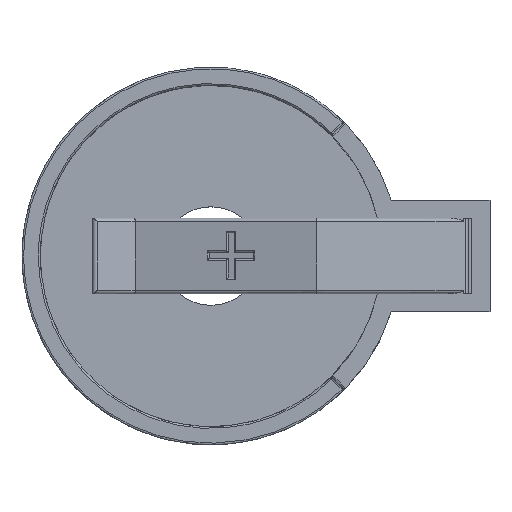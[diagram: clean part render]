
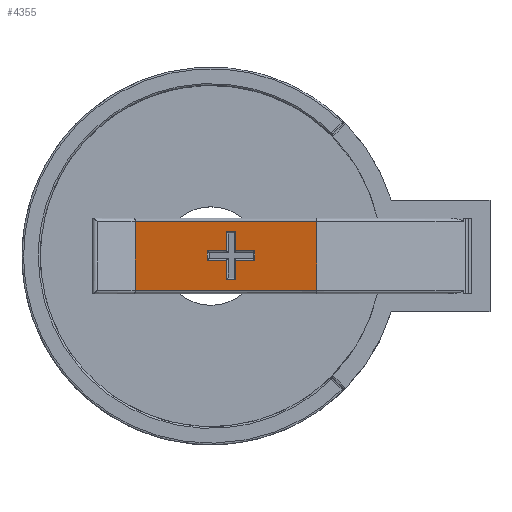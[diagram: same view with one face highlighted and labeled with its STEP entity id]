
A CAD part, top view. The second image highlights one B-rep face of the part: STEP entity #4355.
In plain terms, the highlighted planar face has unit normal (-0.213, 0, 0.977).
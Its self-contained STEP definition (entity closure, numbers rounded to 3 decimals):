
#45 = ORIENTED_EDGE ( 'NONE', *, *, #1625, .T. ) ;
#114 = LINE ( 'NONE', #628, #4460 ) ;
#132 = VECTOR ( 'NONE', #5299, 1000. ) ;
#137 = EDGE_CURVE ( 'NONE', #951, #2820, #2146, .T. ) ;
#139 = EDGE_LOOP ( 'NONE', ( #2084, #2552, #4499, #1547 ) ) ;
#175 = ORIENTED_EDGE ( 'NONE', *, *, #402, .T. ) ;
#218 = LINE ( 'NONE', #2038, #5411 ) ;
#286 = LINE ( 'NONE', #1245, #3548 ) ;
#310 = CARTESIAN_POINT ( 'NONE',  ( -4.614, -2.1, 4.503 ) ) ;
#402 = EDGE_CURVE ( 'NONE', #4837, #2527, #218, .T. ) ;
#425 = DIRECTION ( 'NONE',  ( 0.977, 0., 0.213 ) ) ;
#466 = VERTEX_POINT ( 'NONE', #310 ) ;
#495 = CARTESIAN_POINT ( 'NONE',  ( -4.614, 2.3, 4.503 ) ) ;
#535 = CARTESIAN_POINT ( 'NONE',  ( -4.614, -0.266, 4.503 ) ) ;
#604 = DIRECTION ( 'NONE',  ( 0., 1., 0. ) ) ;
#628 = CARTESIAN_POINT ( 'NONE',  ( -4.614, 0.312, 4.503 ) ) ;
#731 = FACE_BOUND ( 'NONE', #831, .T. ) ;
#760 = LINE ( 'NONE', #4726, #132 ) ;
#805 = VERTEX_POINT ( 'NONE', #5209 ) ;
#831 = EDGE_LOOP ( 'NONE', ( #4318, #175, #5278, #45, #2455, #4414, #3999, #4468, #4723, #4213, #2390, #4795 ) ) ;
#886 = VECTOR ( 'NONE', #4071, 1000. ) ;
#898 = CARTESIAN_POINT ( 'NONE',  ( -0.223, 0.312, 5.459 ) ) ;
#916 = AXIS2_PLACEMENT_3D ( 'NONE', #5325, #4076, #1864 ) ;
#951 = VERTEX_POINT ( 'NONE', #5468 ) ;
#973 = VECTOR ( 'NONE', #425, 1000. ) ;
#1016 = CARTESIAN_POINT ( 'NONE',  ( 6.438, 2.3, 6.909 ) ) ;
#1130 = EDGE_CURVE ( 'NONE', #3026, #5319, #2013, .T. ) ;
#1146 = CARTESIAN_POINT ( 'NONE',  ( -4.614, 2.1, 4.503 ) ) ;
#1245 = CARTESIAN_POINT ( 'NONE',  ( 0.438, 2.1, 5.602 ) ) ;
#1279 = DIRECTION ( 'NONE',  ( -0.977, 0., -0.213 ) ) ;
#1291 = LINE ( 'NONE', #4857, #4508 ) ;
#1397 = LINE ( 'NONE', #495, #886 ) ;
#1452 = VERTEX_POINT ( 'NONE', #5641 ) ;
#1470 = EDGE_CURVE ( 'NONE', #1452, #3026, #1291, .T. ) ;
#1547 = ORIENTED_EDGE ( 'NONE', *, *, #2271, .T. ) ;
#1625 = EDGE_CURVE ( 'NONE', #5442, #1452, #3453, .T. ) ;
#1735 = LINE ( 'NONE', #5258, #3921 ) ;
#1759 = CARTESIAN_POINT ( 'NONE',  ( 1.514, 0.312, 5.837 ) ) ;
#1845 = CARTESIAN_POINT ( 'NONE',  ( 0.936, -1.451, 5.711 ) ) ;
#1864 = DIRECTION ( 'NONE',  ( 0.977, 0., 0.213 ) ) ;
#1970 = VERTEX_POINT ( 'NONE', #1146 ) ;
#1999 = VERTEX_POINT ( 'NONE', #4306 ) ;
#2013 = LINE ( 'NONE', #2096, #4784 ) ;
#2024 = VERTEX_POINT ( 'NONE', #2666 ) ;
#2038 = CARTESIAN_POINT ( 'NONE',  ( -0.223, 2.3, 5.459 ) ) ;
#2084 = ORIENTED_EDGE ( 'NONE', *, *, #3884, .F. ) ;
#2096 = CARTESIAN_POINT ( 'NONE',  ( 1.514, 2.3, 5.837 ) ) ;
#2124 = EDGE_CURVE ( 'NONE', #5319, #1999, #2403, .T. ) ;
#2130 = CARTESIAN_POINT ( 'NONE',  ( 0.936, 0.312, 5.711 ) ) ;
#2146 = LINE ( 'NONE', #3066, #3768 ) ;
#2151 = CARTESIAN_POINT ( 'NONE',  ( 1.514, 1.497, 5.837 ) ) ;
#2187 = DIRECTION ( 'NONE',  ( 0., 1., 0. ) ) ;
#2247 = VECTOR ( 'NONE', #5077, 1000. ) ;
#2271 = EDGE_CURVE ( 'NONE', #1970, #466, #1397, .T. ) ;
#2304 = VERTEX_POINT ( 'NONE', #5544 ) ;
#2390 = ORIENTED_EDGE ( 'NONE', *, *, #137, .T. ) ;
#2403 = LINE ( 'NONE', #4596, #973 ) ;
#2455 = ORIENTED_EDGE ( 'NONE', *, *, #1470, .T. ) ;
#2483 = VECTOR ( 'NONE', #2610, 1000. ) ;
#2527 = VERTEX_POINT ( 'NONE', #898 ) ;
#2536 = FACE_OUTER_BOUND ( 'NONE', #139, .T. ) ;
#2552 = ORIENTED_EDGE ( 'NONE', *, *, #4698, .F. ) ;
#2556 = CARTESIAN_POINT ( 'NONE',  ( -0.48, -2.1, 5.403 ) ) ;
#2610 = DIRECTION ( 'NONE',  ( 0., 1., 0. ) ) ;
#2618 = DIRECTION ( 'NONE',  ( 0.977, 0., 0.213 ) ) ;
#2665 = VERTEX_POINT ( 'NONE', #5068 ) ;
#2666 = CARTESIAN_POINT ( 'NONE',  ( 6.438, 2.1, 6.909 ) ) ;
#2714 = EDGE_CURVE ( 'NONE', #2820, #805, #4282, .T. ) ;
#2820 = VERTEX_POINT ( 'NONE', #1845 ) ;
#2988 = CARTESIAN_POINT ( 'NONE',  ( 0.936, 2.3, 5.711 ) ) ;
#3026 = VERTEX_POINT ( 'NONE', #2151 ) ;
#3066 = CARTESIAN_POINT ( 'NONE',  ( -4.614, -1.451, 4.503 ) ) ;
#3145 = CARTESIAN_POINT ( 'NONE',  ( 1.514, -0.266, 5.837 ) ) ;
#3333 = CARTESIAN_POINT ( 'NONE',  ( 1.514, 2.3, 5.837 ) ) ;
#3393 = DIRECTION ( 'NONE',  ( 0., -1., 0. ) ) ;
#3453 = LINE ( 'NONE', #5285, #2483 ) ;
#3488 = LINE ( 'NONE', #2556, #4982 ) ;
#3548 = VECTOR ( 'NONE', #2618, 1000. ) ;
#3699 = EDGE_CURVE ( 'NONE', #4602, #951, #4626, .T. ) ;
#3745 = VECTOR ( 'NONE', #4108, 1000. ) ;
#3768 = VECTOR ( 'NONE', #5665, 1000. ) ;
#3826 = DIRECTION ( 'NONE',  ( 0.977, 0., 0.213 ) ) ;
#3851 = EDGE_CURVE ( 'NONE', #1970, #2024, #286, .T. ) ;
#3884 = EDGE_CURVE ( 'NONE', #2304, #466, #3488, .T. ) ;
#3921 = VECTOR ( 'NONE', #1279, 1000. ) ;
#3943 = EDGE_CURVE ( 'NONE', #805, #4837, #1735, .T. ) ;
#3951 = CARTESIAN_POINT ( 'NONE',  ( -0.223, -0.266, 5.459 ) ) ;
#3999 = ORIENTED_EDGE ( 'NONE', *, *, #2124, .T. ) ;
#4010 = VECTOR ( 'NONE', #3393, 1000. ) ;
#4071 = DIRECTION ( 'NONE',  ( 0., -1., 0. ) ) ;
#4076 = DIRECTION ( 'NONE',  ( -0.213, 0., 0.977 ) ) ;
#4108 = DIRECTION ( 'NONE',  ( -0.977, 0., -0.213 ) ) ;
#4213 = ORIENTED_EDGE ( 'NONE', *, *, #3699, .T. ) ;
#4282 = LINE ( 'NONE', #2988, #4428 ) ;
#4306 = CARTESIAN_POINT ( 'NONE',  ( 2.672, 0.312, 6.089 ) ) ;
#4317 = DIRECTION ( 'NONE',  ( -0.977, 0., -0.213 ) ) ;
#4318 = ORIENTED_EDGE ( 'NONE', *, *, #3943, .T. ) ;
#4324 = EDGE_CURVE ( 'NONE', #1999, #2665, #760, .T. ) ;
#4355 = ADVANCED_FACE ( 'NONE', ( #731, #2536 ), #5719, .T. ) ;
#4414 = ORIENTED_EDGE ( 'NONE', *, *, #1130, .T. ) ;
#4428 = VECTOR ( 'NONE', #2187, 1000. ) ;
#4460 = VECTOR ( 'NONE', #3826, 1000. ) ;
#4468 = ORIENTED_EDGE ( 'NONE', *, *, #4324, .T. ) ;
#4499 = ORIENTED_EDGE ( 'NONE', *, *, #3851, .F. ) ;
#4508 = VECTOR ( 'NONE', #4836, 1000. ) ;
#4596 = CARTESIAN_POINT ( 'NONE',  ( -4.614, 0.312, 4.503 ) ) ;
#4602 = VERTEX_POINT ( 'NONE', #3145 ) ;
#4626 = LINE ( 'NONE', #3333, #4010 ) ;
#4698 = EDGE_CURVE ( 'NONE', #2024, #2304, #5545, .T. ) ;
#4723 = ORIENTED_EDGE ( 'NONE', *, *, #5572, .T. ) ;
#4726 = CARTESIAN_POINT ( 'NONE',  ( 2.672, 2.3, 6.089 ) ) ;
#4784 = VECTOR ( 'NONE', #5570, 1000. ) ;
#4795 = ORIENTED_EDGE ( 'NONE', *, *, #2714, .T. ) ;
#4836 = DIRECTION ( 'NONE',  ( 0.977, 0., 0.213 ) ) ;
#4837 = VERTEX_POINT ( 'NONE', #3951 ) ;
#4857 = CARTESIAN_POINT ( 'NONE',  ( -4.614, 1.497, 4.503 ) ) ;
#4975 = EDGE_CURVE ( 'NONE', #2527, #5442, #114, .T. ) ;
#4982 = VECTOR ( 'NONE', #4317, 1000. ) ;
#5068 = CARTESIAN_POINT ( 'NONE',  ( 2.672, -0.266, 6.089 ) ) ;
#5077 = DIRECTION ( 'NONE',  ( 0., -1., 0. ) ) ;
#5209 = CARTESIAN_POINT ( 'NONE',  ( 0.936, -0.266, 5.711 ) ) ;
#5258 = CARTESIAN_POINT ( 'NONE',  ( -4.614, -0.266, 4.503 ) ) ;
#5278 = ORIENTED_EDGE ( 'NONE', *, *, #4975, .T. ) ;
#5285 = CARTESIAN_POINT ( 'NONE',  ( 0.936, 2.3, 5.711 ) ) ;
#5299 = DIRECTION ( 'NONE',  ( 0., -1., 0. ) ) ;
#5319 = VERTEX_POINT ( 'NONE', #1759 ) ;
#5325 = CARTESIAN_POINT ( 'NONE',  ( -4.614, 2.3, 4.503 ) ) ;
#5411 = VECTOR ( 'NONE', #604, 1000. ) ;
#5442 = VERTEX_POINT ( 'NONE', #2130 ) ;
#5468 = CARTESIAN_POINT ( 'NONE',  ( 1.514, -1.451, 5.837 ) ) ;
#5544 = CARTESIAN_POINT ( 'NONE',  ( 6.438, -2.1, 6.909 ) ) ;
#5545 = LINE ( 'NONE', #1016, #2247 ) ;
#5570 = DIRECTION ( 'NONE',  ( 0., -1., 0. ) ) ;
#5572 = EDGE_CURVE ( 'NONE', #2665, #4602, #5745, .T. ) ;
#5641 = CARTESIAN_POINT ( 'NONE',  ( 0.936, 1.497, 5.711 ) ) ;
#5665 = DIRECTION ( 'NONE',  ( -0.977, 0., -0.213 ) ) ;
#5719 = PLANE ( 'NONE',  #916 ) ;
#5745 = LINE ( 'NONE', #535, #3745 ) ;
